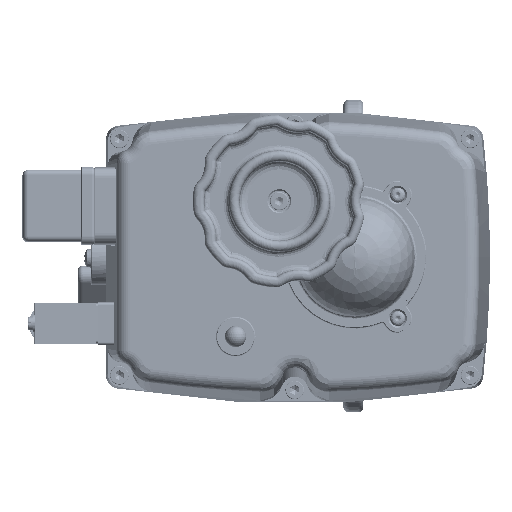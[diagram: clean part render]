
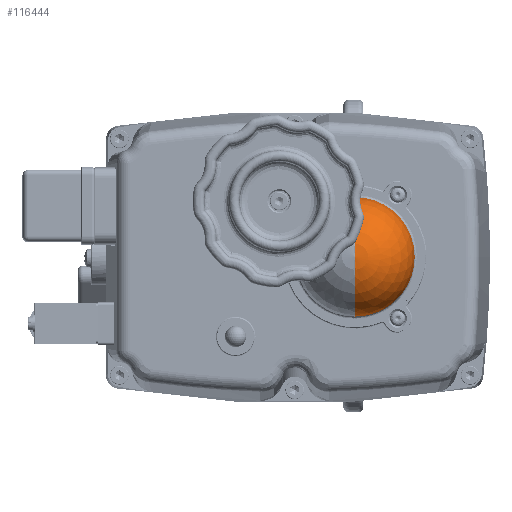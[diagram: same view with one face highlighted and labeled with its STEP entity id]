
A CAD part, top view. The second image highlights one B-rep face of the part: STEP entity #116444.
In plain terms, the highlighted spherical face has radius 22.5 mm.
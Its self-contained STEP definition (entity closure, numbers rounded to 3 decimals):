
#8348 = AXIS2_PLACEMENT_3D ( 'NONE', #92857, #199990, #42070 ) ;
#12004 = FACE_OUTER_BOUND ( 'NONE', #213759, .T. ) ;
#14229 = DIRECTION ( 'NONE',  ( 0., 1., 0. ) ) ;
#20578 = AXIS2_PLACEMENT_3D ( 'NONE', #216517, #114845, #42723 ) ;
#29885 = CIRCLE ( 'NONE', #8348, 22.5 ) ;
#42070 = DIRECTION ( 'NONE',  ( 0., 0., 1. ) ) ;
#42723 = DIRECTION ( 'NONE',  ( 0., -1., 0. ) ) ;
#85455 = CIRCLE ( 'NONE', #20578, 22.487 ) ;
#92857 = CARTESIAN_POINT ( 'NONE',  ( 5.736, 22.387, 45.46 ) ) ;
#106674 = EDGE_CURVE ( 'NONE', #149874, #222295, #29885, .T. ) ;
#110418 = AXIS2_PLACEMENT_3D ( 'NONE', #112460, #218537, #14229 ) ;
#112460 = CARTESIAN_POINT ( 'NONE',  ( 5.736, 22.387, 45.46 ) ) ;
#112698 = CARTESIAN_POINT ( 'NONE',  ( 5.736, -0.1, 46.232 ) ) ;
#114845 = DIRECTION ( 'NONE',  ( 0., 0., -1. ) ) ;
#116444 = ADVANCED_FACE ( 'NONE', ( #12004 ), #132691, .T. ) ;
#122553 = ORIENTED_EDGE ( 'NONE', *, *, #138337, .F. ) ;
#132691 = SPHERICAL_SURFACE ( 'NONE', #110418, 22.5 ) ;
#138337 = EDGE_CURVE ( 'NONE', #149874, #222295, #85455, .T. ) ;
#142408 = CARTESIAN_POINT ( 'NONE',  ( 5.736, 44.873, 46.232 ) ) ;
#149874 = VERTEX_POINT ( 'NONE', #142408 ) ;
#186104 = ORIENTED_EDGE ( 'NONE', *, *, #106674, .T. ) ;
#199990 = DIRECTION ( 'NONE',  ( 1., 0., 0. ) ) ;
#213759 = EDGE_LOOP ( 'NONE', ( #186104, #122553 ) ) ;
#216517 = CARTESIAN_POINT ( 'NONE',  ( 5.736, 22.387, 46.232 ) ) ;
#218537 = DIRECTION ( 'NONE',  ( 0., 0., -1. ) ) ;
#222295 = VERTEX_POINT ( 'NONE', #112698 ) ;
